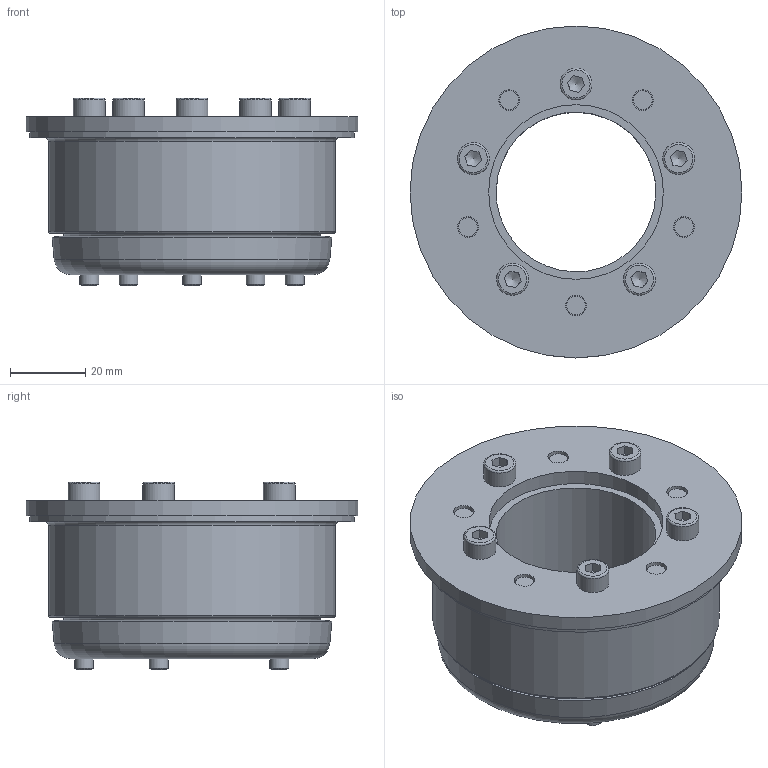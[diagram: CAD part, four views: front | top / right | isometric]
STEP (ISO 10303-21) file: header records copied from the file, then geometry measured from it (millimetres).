
FILE_DESCRIPTION(/* description */ (''),/* implementation_level */ '2;1');
FILE_NAME(/* name */ 'SPM77.stp',/* time_stamp */ '2022-04-07T09:27:50+02:00',/* author */ ('ENTER YOUR USERNAME'),/* organization */ (''),/* preprocessor_version */ 'ST-DEVELOPER v17.2',/* originating_system */ 'Autodesk Inventor 2019',/* authorisation */ '');
FILE_SCHEMA (('AUTOMOTIVE_DESIGN { 1 0 10303 214 3 1 1 }'));
Length unit declared in the file: millimetre
Products named in the file (6): SPM77; 100-070956; 100-070957; 100-070958; 100-070959; ISO 4762 - M5 x 45
Assembly tree (9 placements, depth 3):
  SPM77
    100-070956
      100-070957
      100-070958
      100-070959
      ISO 4762 - M5 x 45  x5
Bounding box: 88.4 x 88.4 x 50 mm (x, y, z)
Volume: 135798.6 mm3; surface area: 48527.1 mm2
Topology: 8 solids, 8 shells, 149 faces, 415 edges, 294 vertices
Faces by surface type: plane 58, cylinder 51, cone 24, torus 16
Full cylindrical faces by diameter (mm): 4.4 x5, 4.9 x10, 5 x15, 5.3 x5, 5.5 x5, 8.5 x5, 42.5 x1, 46.5 x2, 76.5 x1, 86.4 x1, 88.4 x1
Entity records: 3370 total; most frequent: DIRECTION 623, CARTESIAN_POINT 546, ORIENTED_EDGE 500, AXIS2_PLACEMENT_3D 276, EDGE_CURVE 250, VERTEX_POINT 178, CIRCLE 172, EDGE_LOOP 144
